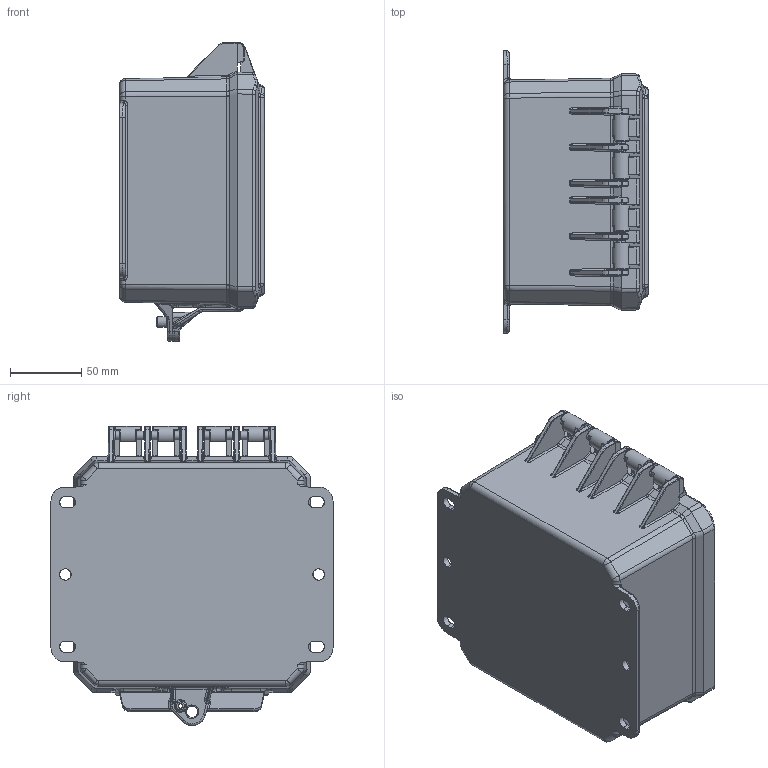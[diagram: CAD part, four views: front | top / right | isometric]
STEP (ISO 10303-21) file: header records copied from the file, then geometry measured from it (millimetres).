
FILE_DESCRIPTION (( 'STEP AP214' ), '1' );
FILE_NAME ('P6063.STEP', '2016-06-09T18:57:19', ( '' ), ( '' ), 'SwSTEP 2.0', 'SolidWorks 2016', '' );
FILE_SCHEMA (( 'AUTOMOTIVE_DESIGN' ));
Length unit declared in the file: inch
Products named in the file (3): P6063; 6X6X3-LID-SD-HINGE-INT-LATCH; 6X6X3-BOX-SD-HINGE-INT-LATCH
Assembly tree (2 placements, depth 2):
  P6063
    6X6X3-BOX-SD-HINGE-INT-LATCH
    6X6X3-LID-SD-HINGE-INT-LATCH
Bounding box: 101.73 x 198.12 x 209.96 mm (x, y, z)
Volume: 175585.5 mm3; surface area: 285546.4 mm2
Topology: 1 solids, 2 shells, 2300 faces, 5672 edges, 3346 vertices
Faces by surface type: cylinder 810, bspline 802, plane 581, cone 107
Entity records: 109921 total; most frequent: CARTESIAN_POINT 66104, ORIENTED_EDGE 11208, DIRECTION 5822, EDGE_CURVE 5604, VERTEX_POINT 3346, B_SPLINE_CURVE_WITH_KNOTS 2716, EDGE_LOOP 2378, ADVANCED_FACE 2300
